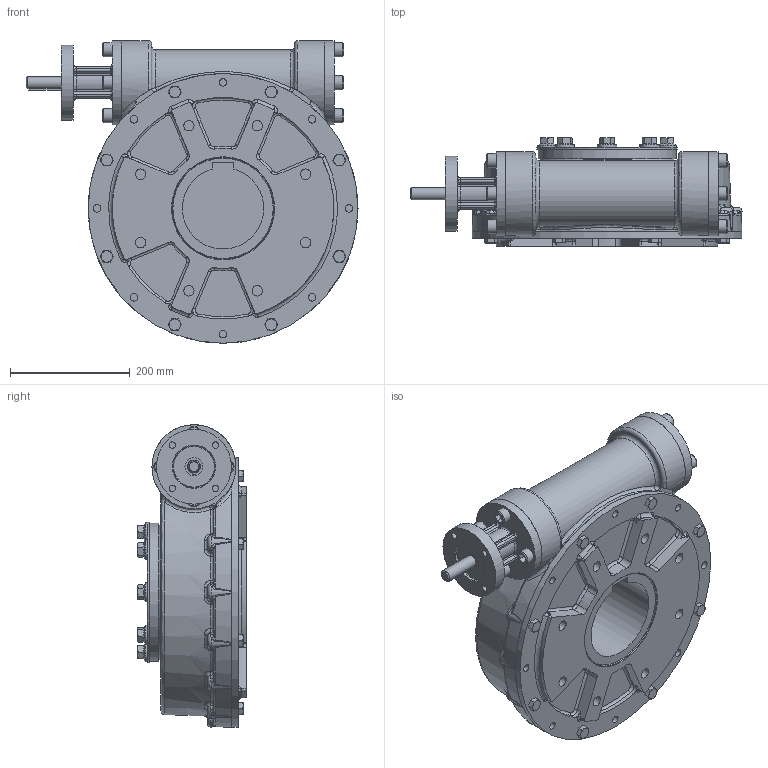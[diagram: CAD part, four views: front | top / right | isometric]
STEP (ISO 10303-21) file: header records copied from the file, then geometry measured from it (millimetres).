
FILE_DESCRIPTION(/* description */ ('Unknown'),/* implementation_level */ '2;1');
FILE_NAME(/* name */ 'PUB-MTW7-F10-F30',/* time_stamp */ '2015-12-09T13:06:49+00:00',/* author */ ('Unknown'),/* organization */ ('Unknown'),/* preprocessor_version */ 'ST-DEVELOPER v16',/* originating_system */ 'DEX',/* authorisation */ $);
FILE_SCHEMA (('AUTOMOTIVE_DESIGN {1 0 10303 214 3 1 1}'));
Length unit declared in the file: millimetre
Products named in the file (1): PUB-MTW7-F10-F30
Bounding box: 553.77 x 180.9 x 504.63 mm (x, y, z)
Surface area: 952344.4 mm2 (no closed solid volume)
Topology: 0 solids, 44 shells, 912 faces, 2324 edges, 1390 vertices
Faces by surface type: plane 272, bspline 193, cylinder 182, cone 132, torus 125, sphere 8
Full cylindrical faces by diameter (mm): 10.5 x4, 12.5 x8, 17.294 x8, 20 x1, 24 x8, 30 x1, 32 x8, 70.1 x1, 125 x1, 140 x2, 170 x1, 230 x1, 230.25 x1, 235 x1, 251.5 x1, 450 x1
Entity records: 45874 total; most frequent: CARTESIAN_POINT 25823, ORIENTED_EDGE 4057, DIRECTION 3734, EDGE_CURVE 2171, AXIS2_PLACEMENT_3D 1604, VERTEX_POINT 1369, EDGE_LOOP 1105, FACE_BOUND 1105
